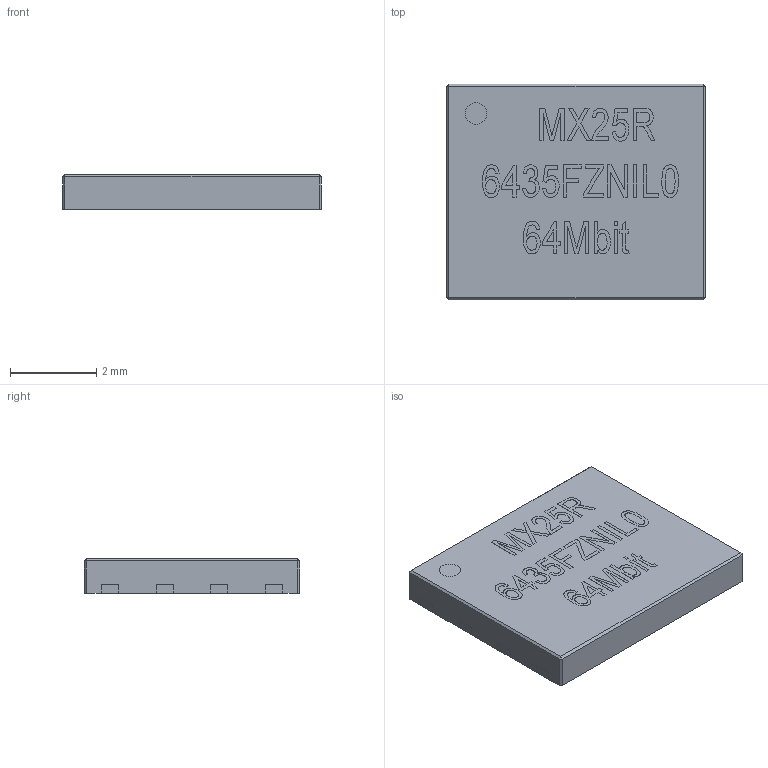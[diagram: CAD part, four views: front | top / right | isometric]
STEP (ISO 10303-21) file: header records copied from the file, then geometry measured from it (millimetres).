
FILE_DESCRIPTION ( ( 'STEP AP214' ), '1' );
FILE_NAME ( 'MX25R6435FZNIL0.STEP', '', ( '' ), ( '' ), '', '', '' );
FILE_SCHEMA (( 'AUTOMOTIVE_DESIGN' ));
Length unit declared in the file: millimetre
Products named in the file (1): MX25R6435FZNIL0
Bounding box: 6 x 5 x 0.8 mm (x, y, z)
Volume: 24 mm3; surface area: 76.9 mm2
Topology: 1 solids, 1 shells, 344 faces, 942 edges, 631 vertices
Faces by surface type: plane 231, bspline 111, cylinder 2
Entity records: 19855 total; most frequent: CARTESIAN_POINT 8053, ORIENTED_EDGE 1884, DIRECTION 1200, EDGE_CURVE 942, LINE 708, VECTOR 708, VERTEX_POINT 631, EDGE_LOOP 375
